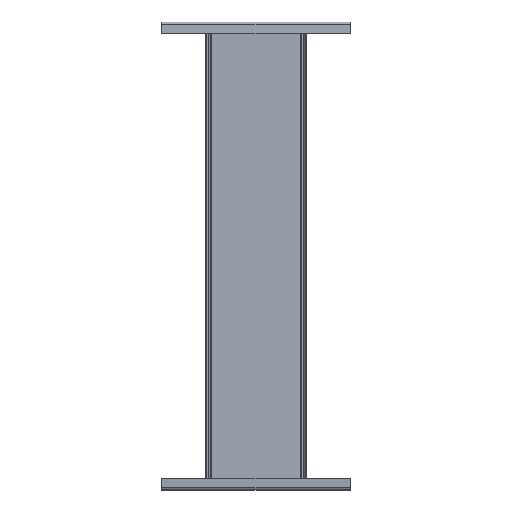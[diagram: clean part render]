
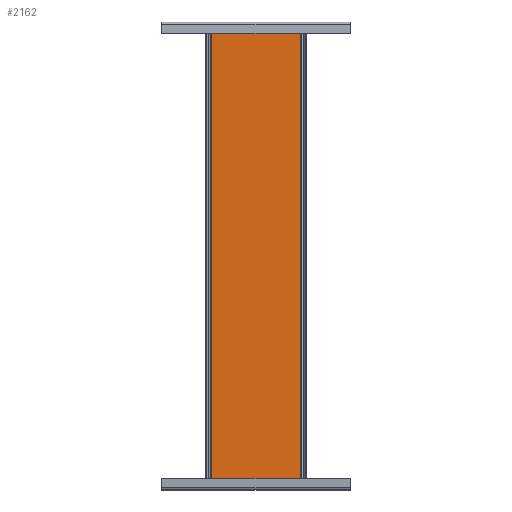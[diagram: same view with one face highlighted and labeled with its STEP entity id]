
A CAD part, front view. The second image highlights one B-rep face of the part: STEP entity #2162.
In plain terms, the highlighted planar face has unit normal (0, -1, 0).
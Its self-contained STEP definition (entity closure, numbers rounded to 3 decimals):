
#382=FACE_OUTER_BOUND('',#676,.F.);
#676=EDGE_LOOP('',(#1903,#1904,#1905,#1906));
#1903=ORIENTED_EDGE('',*,*,#4057,.F.);
#1904=ORIENTED_EDGE('',*,*,#4056,.F.);
#1905=ORIENTED_EDGE('',*,*,#4058,.T.);
#1906=ORIENTED_EDGE('',*,*,#4052,.T.);
#2162=ADVANCED_FACE('',(#382),#2344,.T.);
#2344=PLANE('',#4927);
#2948=LINE('',#7327,#3452);
#2952=LINE('',#7331,#3456);
#2953=LINE('',#7332,#3457);
#2954=LINE('',#7333,#3458);
#3452=VECTOR('',#5995,94.);
#3456=VECTOR('',#5999,94.);
#3457=VECTOR('',#6000,494.);
#3458=VECTOR('',#6001,494.);
#4052=EDGE_CURVE('',#4495,#4493,#2948,.T.);
#4056=EDGE_CURVE('',#4489,#4491,#2952,.T.);
#4057=EDGE_CURVE('',#4491,#4493,#2953,.T.);
#4058=EDGE_CURVE('',#4489,#4495,#2954,.T.);
#4489=VERTEX_POINT('',#7284);
#4491=VERTEX_POINT('',#7286);
#4493=VERTEX_POINT('',#7288);
#4495=VERTEX_POINT('',#7290);
#4927=AXIS2_PLACEMENT_3D('',#7431,#6158,#6159);
#5995=DIRECTION('',(-1.,0.,0.));
#5999=DIRECTION('',(-1.,0.,0.));
#6000=DIRECTION('',(0.,0.,-1.));
#6001=DIRECTION('',(0.,0.,-1.));
#6158=DIRECTION('',(0.,-1.,0.));
#6159=DIRECTION('',(0.,0.,-1.));
#7284=CARTESIAN_POINT('',(47.,0.,247.));
#7286=CARTESIAN_POINT('',(-47.,0.,247.));
#7288=CARTESIAN_POINT('',(-47.,0.,-247.));
#7290=CARTESIAN_POINT('',(47.,0.,-247.));
#7327=CARTESIAN_POINT('',(47.,0.,-247.));
#7331=CARTESIAN_POINT('',(47.,0.,247.));
#7332=CARTESIAN_POINT('',(-47.,0.,247.));
#7333=CARTESIAN_POINT('',(47.,0.,247.));
#7431=CARTESIAN_POINT('',(-71.7,0.,271.7));
